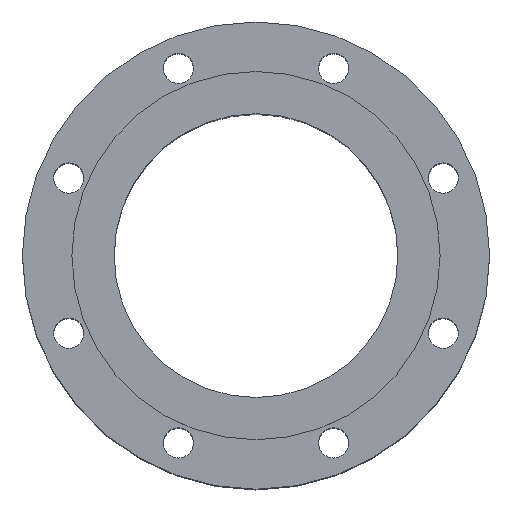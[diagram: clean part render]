
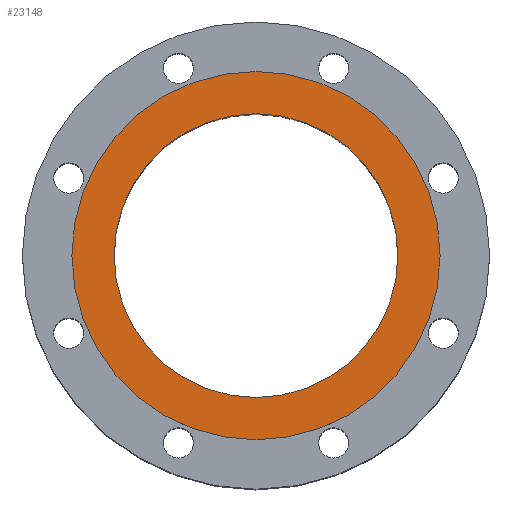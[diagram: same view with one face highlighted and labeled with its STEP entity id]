
A CAD part, top view. The second image highlights one B-rep face of the part: STEP entity #23148.
In plain terms, the highlighted planar face has unit normal (0, 0, 1).
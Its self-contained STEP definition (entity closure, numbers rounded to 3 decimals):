
#701 = DIRECTION ( 'NONE',  ( 1., 0., 0. ) ) ;
#1353 = EDGE_CURVE ( 'NONE', #6687, #3003, #22504, .T. ) ;
#1501 = AXIS2_PLACEMENT_3D ( 'NONE', #13908, #23267, #14058 ) ;
#3003 = VERTEX_POINT ( 'NONE', #13003 ) ;
#4554 = CARTESIAN_POINT ( 'NONE',  ( 134., 0., 0. ) ) ;
#4681 = ORIENTED_EDGE ( 'NONE', *, *, #15862, .F. ) ;
#4695 = CARTESIAN_POINT ( 'NONE',  ( 0., 0., 0. ) ) ;
#5647 = EDGE_CURVE ( 'NONE', #23892, #15521, #16546, .T. ) ;
#6687 = VERTEX_POINT ( 'NONE', #4554 ) ;
#6804 = DIRECTION ( 'NONE',  ( 1., 0., 0. ) ) ;
#7349 = EDGE_LOOP ( 'NONE', ( #9044, #4681 ) ) ;
#7775 = DIRECTION ( 'NONE',  ( 0., 0., 1. ) ) ;
#9044 = ORIENTED_EDGE ( 'NONE', *, *, #5647, .F. ) ;
#11522 = EDGE_CURVE ( 'NONE', #3003, #6687, #23488, .T. ) ;
#11530 = AXIS2_PLACEMENT_3D ( 'NONE', #30140, #21091, #6804 ) ;
#11737 = AXIS2_PLACEMENT_3D ( 'NONE', #15319, #24352, #29266 ) ;
#13003 = CARTESIAN_POINT ( 'NONE',  ( -134., 0., 0. ) ) ;
#13908 = CARTESIAN_POINT ( 'NONE',  ( 0., 134., 0. ) ) ;
#14058 = DIRECTION ( 'NONE',  ( -1., 0., 0. ) ) ;
#15319 = CARTESIAN_POINT ( 'NONE',  ( 0., 0., 0. ) ) ;
#15521 = VERTEX_POINT ( 'NONE', #28164 ) ;
#15862 = EDGE_CURVE ( 'NONE', #15521, #23892, #26217, .T. ) ;
#16546 = CIRCLE ( 'NONE', #11737, 103.25 ) ;
#17005 = DIRECTION ( 'NONE',  ( 0., 0., 1. ) ) ;
#18359 = ORIENTED_EDGE ( 'NONE', *, *, #11522, .T. ) ;
#21091 = DIRECTION ( 'NONE',  ( 0., 0., 1. ) ) ;
#22504 = CIRCLE ( 'NONE', #28352, 134. ) ;
#23148 = ADVANCED_FACE ( 'NONE', ( #27876, #25563 ), #25704, .F. ) ;
#23267 = DIRECTION ( 'NONE',  ( 0., 0., -1. ) ) ;
#23429 = DIRECTION ( 'NONE',  ( 1., 0., 0. ) ) ;
#23488 = CIRCLE ( 'NONE', #24463, 134. ) ;
#23876 = EDGE_LOOP ( 'NONE', ( #28855, #18359 ) ) ;
#23892 = VERTEX_POINT ( 'NONE', #25132 ) ;
#24352 = DIRECTION ( 'NONE',  ( 0., 0., 1. ) ) ;
#24463 = AXIS2_PLACEMENT_3D ( 'NONE', #28807, #7775, #701 ) ;
#25132 = CARTESIAN_POINT ( 'NONE',  ( 103.25, 0., 0. ) ) ;
#25563 = FACE_OUTER_BOUND ( 'NONE', #23876, .T. ) ;
#25704 = PLANE ( 'NONE',  #1501 ) ;
#26217 = CIRCLE ( 'NONE', #11530, 103.25 ) ;
#27876 = FACE_BOUND ( 'NONE', #7349, .T. ) ;
#28164 = CARTESIAN_POINT ( 'NONE',  ( -103.25, 0., 0. ) ) ;
#28352 = AXIS2_PLACEMENT_3D ( 'NONE', #4695, #17005, #23429 ) ;
#28807 = CARTESIAN_POINT ( 'NONE',  ( 0., 0., 0. ) ) ;
#28855 = ORIENTED_EDGE ( 'NONE', *, *, #1353, .T. ) ;
#29266 = DIRECTION ( 'NONE',  ( 1., 0., 0. ) ) ;
#30140 = CARTESIAN_POINT ( 'NONE',  ( 0., 0., 0. ) ) ;
